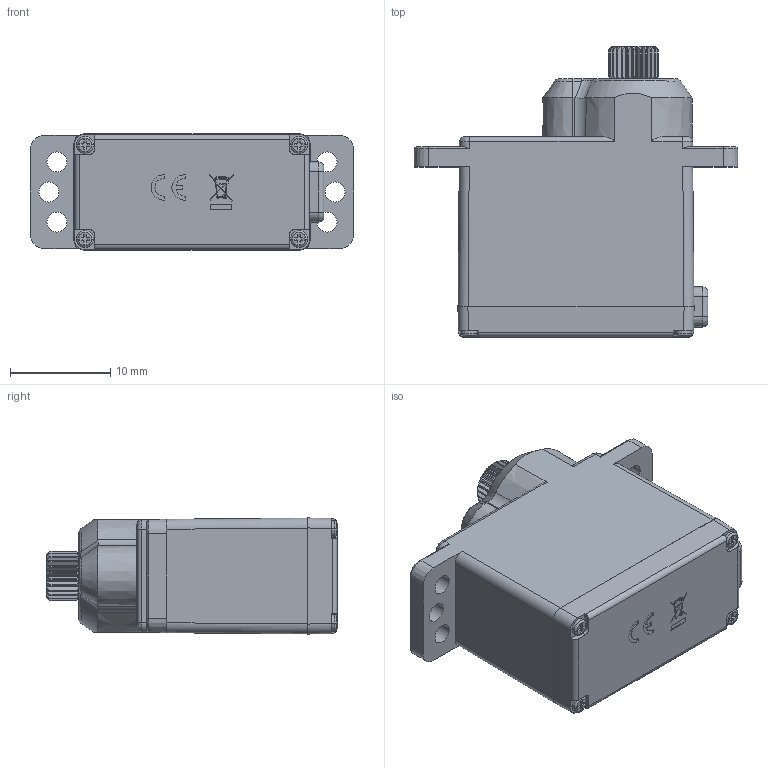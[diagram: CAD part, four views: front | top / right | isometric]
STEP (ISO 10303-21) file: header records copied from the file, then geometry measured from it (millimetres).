
FILE_DESCRIPTION((''),'2;1');
FILE_NAME('HS-5065MG_ASM','2017-08-30T',('servo-csw'),(''),'CREO PARAMETRIC BY PTC INC, 2014440','CREO PARAMETRIC BY PTC INC, 2014440','');
FILE_SCHEMA(('CONFIG_CONTROL_DESIGN'));
Length unit declared in the file: millimetre
Products named in the file (3): HS-5065MG_1; _HS-5065MG; HS-5065MG_ASM
Assembly tree (2 placements, depth 2):
  HS-5065MG_ASM
    HS-5065MG_1
    _HS-5065MG
Bounding box: 32.35 x 29 x 11.6 mm (x, y, z)
Volume: 6219.2 mm3; surface area: 2910.8 mm2
Topology: 1 solids, 9 shells, 881 faces, 2381 edges, 1555 vertices
Faces by surface type: plane 526, cylinder 219, cone 74, bspline 48, torus 14
Entity records: 39488 total; most frequent: CARTESIAN_POINT 11394, ORIENTED_EDGE 4762, DIRECTION 4132, EDGE_CURVE 2381, VECTOR 1606, LINE 1606, VERTEX_POINT 1555, AXIS2_PLACEMENT_3D 1263
